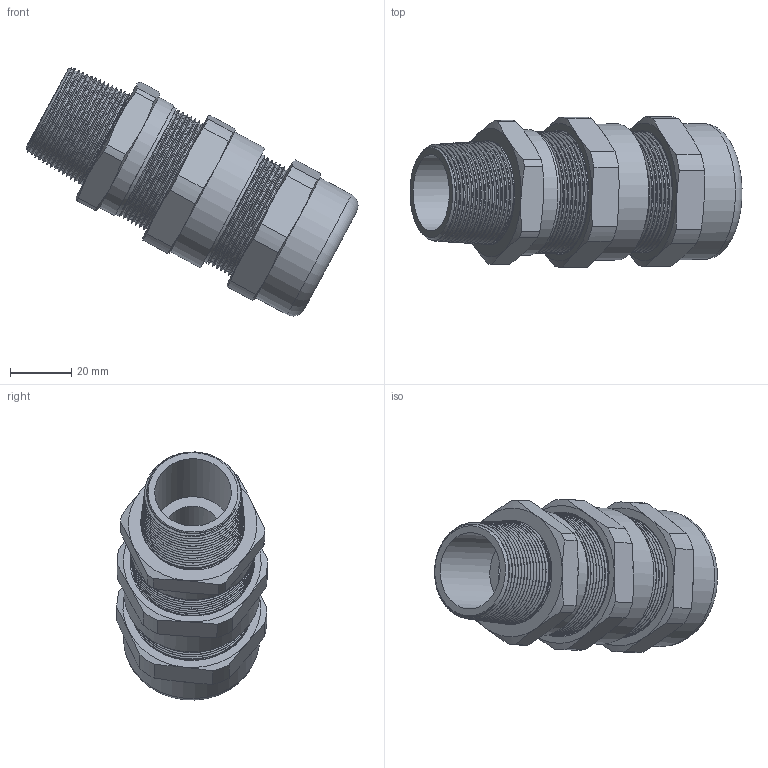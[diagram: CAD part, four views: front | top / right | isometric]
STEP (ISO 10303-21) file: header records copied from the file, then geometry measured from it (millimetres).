
FILE_DESCRIPTION(/* description */ ('RAD Ex NPT 1"'),/* implementation_level */ '2;1');
FILE_NAME(/* name */ 'RAD32100KNP-RST.stp',/* time_stamp */ '2020-03-25T12:30:39+01:00',/* author */ ('sl'),/* organization */ (''),/* preprocessor_version */ 'ST-DEVELOPER v16.5',/* originating_system */ 'Autodesk Inventor 2017',/* authorisation */ '');
FILE_SCHEMA (('AUTOMOTIVE_DESIGN { 1 0 10303 214 3 1 1 }'));
Length unit declared in the file: millimetre
Products named in the file (9): RAD32100KNP; RAD32100KNP_1; RAD32100KNP_2; RAD32100KNP_3; RAD32100KNP_4; RAD32100KNP_5; RAD32100KNP_6; RAD32100KNP_7; RAD32100KNP_8
Assembly tree (8 placements, depth 2):
  RAD32100KNP
    RAD32100KNP_1
    RAD32100KNP_2
    RAD32100KNP_3
    RAD32100KNP_4
    RAD32100KNP_5
    RAD32100KNP_6
    RAD32100KNP_7
    RAD32100KNP_8
Bounding box: 108.35 x 49.16 x 80.95 mm (x, y, z)
Volume: 80359.7 mm3; surface area: 53080.4 mm2
Topology: 8 solids, 8 shells, 206 faces, 482 edges, 304 vertices
Faces by surface type: cylinder 82, cone 52, plane 51, bspline 11, torus 10
Full cylindrical faces by diameter (mm): 17.95 x1, 24.94 x1, 25 x1, 25.78 x1, 31.81 x1, 31.89 x1, 31.9 x1, 33.7 x1, 34.6 x1, 34.84 x1, 35.15 x1, 37.7 x12, 37.95 x1, 38.13 x1, 38.56 x10, 39.8 x17, 41 x1, 44.44 x1, 44.51 x1
Entity records: 15745 total; most frequent: CARTESIAN_POINT 12213, DIRECTION 708, ORIENTED_EDGE 626, AXIS2_PLACEMENT_3D 336, EDGE_CURVE 313, EDGE_LOOP 244, VERTEX_POINT 219, FACE_OUTER_BOUND 169
